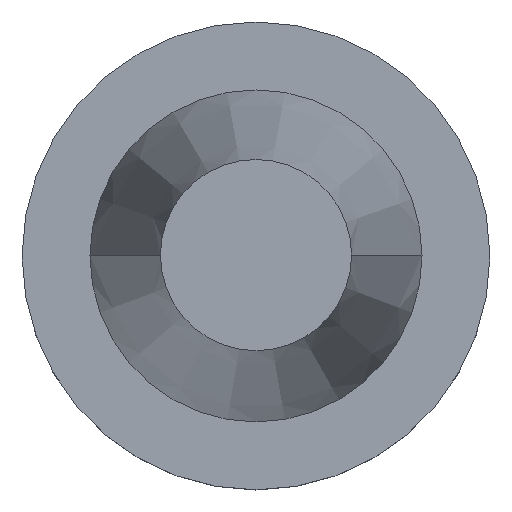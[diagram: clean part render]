
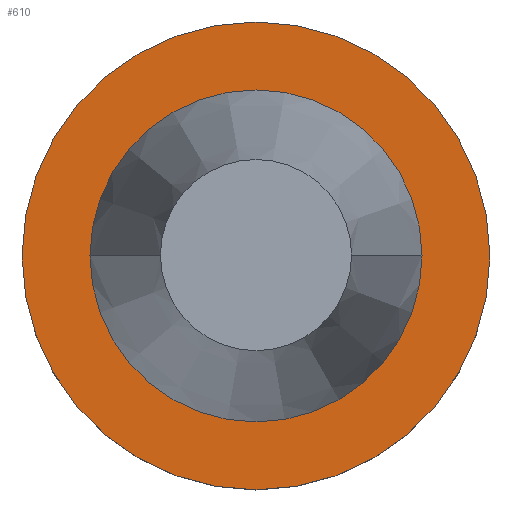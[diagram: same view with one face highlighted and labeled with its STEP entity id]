
A CAD part, top view. The second image highlights one B-rep face of the part: STEP entity #610.
In plain terms, the highlighted planar face has unit normal (0, 0, 1).
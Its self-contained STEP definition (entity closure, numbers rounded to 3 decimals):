
#1 = CARTESIAN_POINT ( 'NONE',  ( 0., 49.215, -1.5 ) ) ;
#47 = CIRCLE ( 'NONE', #743, 34.925 ) ;
#59 = CARTESIAN_POINT ( 'NONE',  ( 34.925, 0., -1.5 ) ) ;
#79 = VERTEX_POINT ( 'NONE', #59 ) ;
#95 = DIRECTION ( 'NONE',  ( 0., 0., 1. ) ) ;
#120 = DIRECTION ( 'NONE',  ( 0., 0., 1. ) ) ;
#161 = CIRCLE ( 'NONE', #588, 49.215 ) ;
#173 = DIRECTION ( 'NONE',  ( 1., 0., 0. ) ) ;
#209 = VERTEX_POINT ( 'NONE', #587 ) ;
#230 = ORIENTED_EDGE ( 'NONE', *, *, #636, .F. ) ;
#234 = PLANE ( 'NONE',  #757 ) ;
#245 = DIRECTION ( 'NONE',  ( 1., 0., 0. ) ) ;
#248 = ORIENTED_EDGE ( 'NONE', *, *, #604, .F. ) ;
#253 = VERTEX_POINT ( 'NONE', #546 ) ;
#284 = CARTESIAN_POINT ( 'NONE',  ( 0., 0., -1.5 ) ) ;
#287 = ORIENTED_EDGE ( 'NONE', *, *, #606, .T. ) ;
#292 = DIRECTION ( 'NONE',  ( 1., 0., 0. ) ) ;
#298 = DIRECTION ( 'NONE',  ( 0., 0., 1. ) ) ;
#316 = AXIS2_PLACEMENT_3D ( 'NONE', #418, #298, #770 ) ;
#358 = DIRECTION ( 'NONE',  ( -1., 0., 0. ) ) ;
#369 = VERTEX_POINT ( 'NONE', #750 ) ;
#383 = ORIENTED_EDGE ( 'NONE', *, *, #449, .T. ) ;
#396 = EDGE_LOOP ( 'NONE', ( #383, #287 ) ) ;
#409 = CARTESIAN_POINT ( 'NONE',  ( 0., 0., -1.5 ) ) ;
#418 = CARTESIAN_POINT ( 'NONE',  ( 0., 0., -1.5 ) ) ;
#449 = EDGE_CURVE ( 'NONE', #209, #253, #161, .T. ) ;
#469 = CIRCLE ( 'NONE', #706, 34.925 ) ;
#540 = DIRECTION ( 'NONE',  ( 0., 0., -1. ) ) ;
#546 = CARTESIAN_POINT ( 'NONE',  ( -49.215, 0., -1.5 ) ) ;
#586 = DIRECTION ( 'NONE',  ( 0., 0., 1. ) ) ;
#587 = CARTESIAN_POINT ( 'NONE',  ( 49.215, 0., -1.5 ) ) ;
#588 = AXIS2_PLACEMENT_3D ( 'NONE', #284, #95, #173 ) ;
#604 = EDGE_CURVE ( 'NONE', #79, #369, #469, .T. ) ;
#606 = EDGE_CURVE ( 'NONE', #253, #209, #645, .T. ) ;
#609 = EDGE_LOOP ( 'NONE', ( #248, #230 ) ) ;
#610 = ADVANCED_FACE ( 'NONE', ( #712, #656 ), #234, .F. ) ;
#636 = EDGE_CURVE ( 'NONE', #369, #79, #47, .T. ) ;
#645 = CIRCLE ( 'NONE', #316, 49.215 ) ;
#646 = CARTESIAN_POINT ( 'NONE',  ( 0., 0., -1.5 ) ) ;
#656 = FACE_OUTER_BOUND ( 'NONE', #396, .T. ) ;
#706 = AXIS2_PLACEMENT_3D ( 'NONE', #409, #586, #292 ) ;
#712 = FACE_BOUND ( 'NONE', #609, .T. ) ;
#743 = AXIS2_PLACEMENT_3D ( 'NONE', #646, #120, #245 ) ;
#750 = CARTESIAN_POINT ( 'NONE',  ( -34.925, 0., -1.5 ) ) ;
#757 = AXIS2_PLACEMENT_3D ( 'NONE', #1, #540, #358 ) ;
#770 = DIRECTION ( 'NONE',  ( 1., 0., 0. ) ) ;
